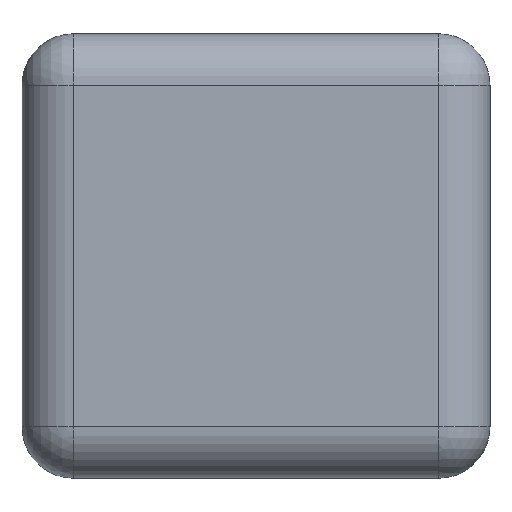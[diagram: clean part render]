
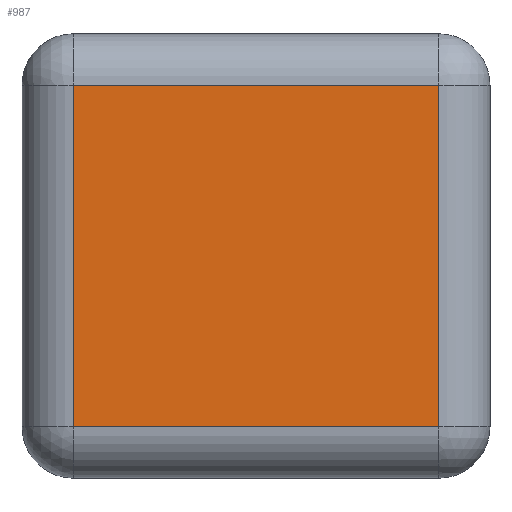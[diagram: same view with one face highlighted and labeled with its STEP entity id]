
A CAD part, front view. The second image highlights one B-rep face of the part: STEP entity #987.
In plain terms, the highlighted planar face has unit normal (0, -1, 0).
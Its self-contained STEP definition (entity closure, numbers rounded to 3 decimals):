
#987 = ADVANCED_FACE ( 'NONE', ( #29500 ), #15675, .T. ) ;
#1333 = LINE ( 'NONE', #23423, #10008 ) ;
#5527 = ORIENTED_EDGE ( 'NONE', *, *, #20669, .T. ) ;
#9683 = CARTESIAN_POINT ( 'NONE',  ( -283.679, -786.042, 265.352 ) ) ;
#10008 = VECTOR ( 'NONE', #46721, 1000. ) ;
#10484 = CARTESIAN_POINT ( 'NONE',  ( 0., -786.042, 0. ) ) ;
#11738 = DIRECTION ( 'NONE',  ( 1., 0., 0. ) ) ;
#13423 = VERTEX_POINT ( 'NONE', #35410 ) ;
#15675 = PLANE ( 'NONE',  #59097 ) ;
#17780 = CARTESIAN_POINT ( 'NONE',  ( 283.679, -786.042, -265.352 ) ) ;
#19999 = VECTOR ( 'NONE', #11738, 1000. ) ;
#20669 = EDGE_CURVE ( 'NONE', #26796, #51198, #31360, .T. ) ;
#20916 = CARTESIAN_POINT ( 'NONE',  ( -283.679, -786.042, 0. ) ) ;
#23423 = CARTESIAN_POINT ( 'NONE',  ( 0., -786.042, 265.352 ) ) ;
#24270 = DIRECTION ( 'NONE',  ( 0., 0., -1. ) ) ;
#26796 = VERTEX_POINT ( 'NONE', #9683 ) ;
#26940 = LINE ( 'NONE', #40127, #55021 ) ;
#27964 = VECTOR ( 'NONE', #50025, 1000. ) ;
#29500 = FACE_OUTER_BOUND ( 'NONE', #52053, .T. ) ;
#30451 = LINE ( 'NONE', #39650, #19999 ) ;
#31360 = LINE ( 'NONE', #20916, #27964 ) ;
#33177 = ORIENTED_EDGE ( 'NONE', *, *, #57187, .T. ) ;
#33274 = VERTEX_POINT ( 'NONE', #17780 ) ;
#35410 = CARTESIAN_POINT ( 'NONE',  ( 283.679, -786.042, 265.352 ) ) ;
#39650 = CARTESIAN_POINT ( 'NONE',  ( 0., -786.042, -265.352 ) ) ;
#39820 = EDGE_CURVE ( 'NONE', #51198, #33274, #30451, .T. ) ;
#40127 = CARTESIAN_POINT ( 'NONE',  ( 283.679, -786.042, 0. ) ) ;
#44590 = ORIENTED_EDGE ( 'NONE', *, *, #56969, .T. ) ;
#46721 = DIRECTION ( 'NONE',  ( -1., 0., 0. ) ) ;
#49604 = DIRECTION ( 'NONE',  ( 0., 0., 1. ) ) ;
#50025 = DIRECTION ( 'NONE',  ( 0., 0., -1. ) ) ;
#51198 = VERTEX_POINT ( 'NONE', #58941 ) ;
#52053 = EDGE_LOOP ( 'NONE', ( #52064, #33177, #44590, #5527 ) ) ;
#52064 = ORIENTED_EDGE ( 'NONE', *, *, #39820, .T. ) ;
#52147 = DIRECTION ( 'NONE',  ( 0., -1., 0. ) ) ;
#55021 = VECTOR ( 'NONE', #49604, 1000. ) ;
#56969 = EDGE_CURVE ( 'NONE', #13423, #26796, #1333, .T. ) ;
#57187 = EDGE_CURVE ( 'NONE', #33274, #13423, #26940, .T. ) ;
#58941 = CARTESIAN_POINT ( 'NONE',  ( -283.679, -786.042, -265.352 ) ) ;
#59097 = AXIS2_PLACEMENT_3D ( 'NONE', #10484, #52147, #24270 ) ;
